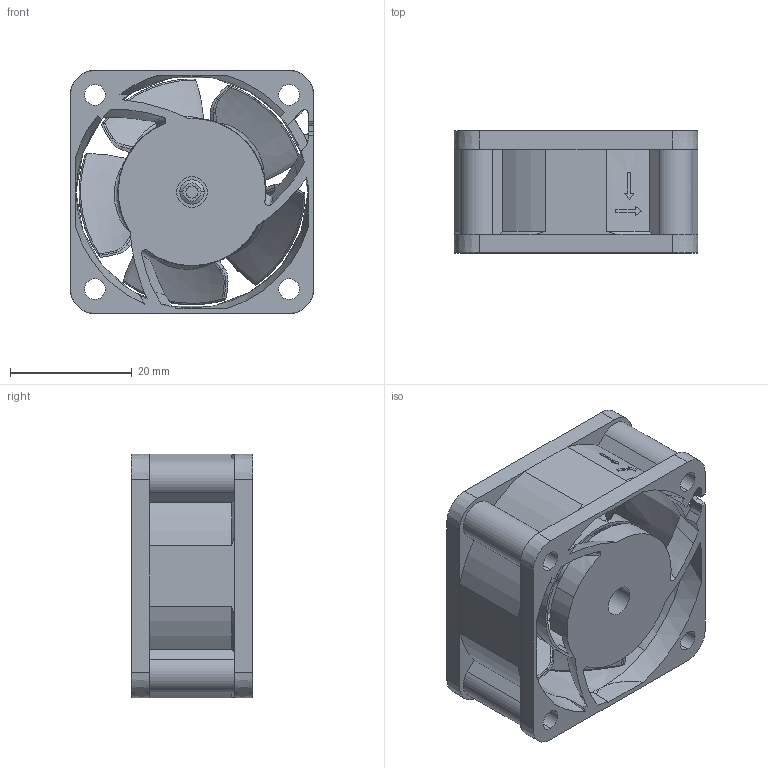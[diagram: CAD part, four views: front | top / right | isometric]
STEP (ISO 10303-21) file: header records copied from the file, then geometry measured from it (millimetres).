
FILE_DESCRIPTION((''),'2;1');
FILE_NAME('DC-A-40X40X20-5_ASM','2022-03-02T16:01:46',('Administrator'),(''),'CREO PARAMETRIC BY PTC INC, 2021164','CREO PARAMETRIC BY PTC INC, 2021164','');
FILE_SCHEMA(('CONFIG_CONTROL_DESIGN'));
Length unit declared in the file: millimetre
Products named in the file (4): 4020-KUANG_2; 4020YE; ASM0002_ASM_1_ASM; DC-A-40X40X20-5_ASM
Assembly tree (3 placements, depth 3):
  DC-A-40X40X20-5_ASM
    ASM0002_ASM_1_ASM
      4020-KUANG_2
      4020YE
Bounding box: 40 x 20 x 40 mm (x, y, z)
Volume: 8497.9 mm3; surface area: 13510.5 mm2
Topology: 2 solids, 2 shells, 370 faces, 1049 edges, 687 vertices
Faces by surface type: plane 110, bspline 91, cylinder 69, cone 61, extrusion 21, torus 18
Entity records: 21790 total; most frequent: CARTESIAN_POINT 12830, ORIENTED_EDGE 2078, DIRECTION 1562, EDGE_CURVE 1039, VERTEX_POINT 687, AXIS2_PLACEMENT_3D 619, B_SPLINE_CURVE_WITH_KNOTS 405, EDGE_LOOP 400
